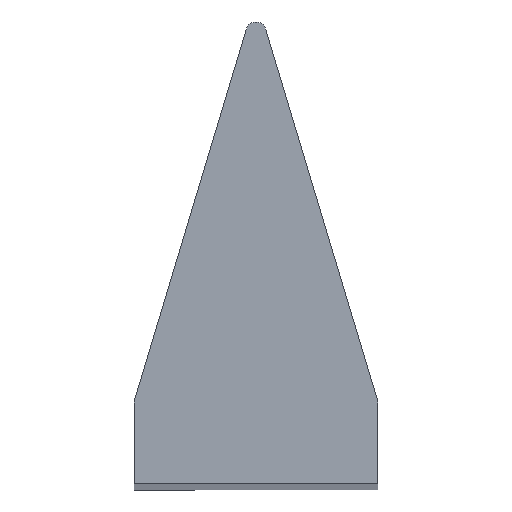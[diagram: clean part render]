
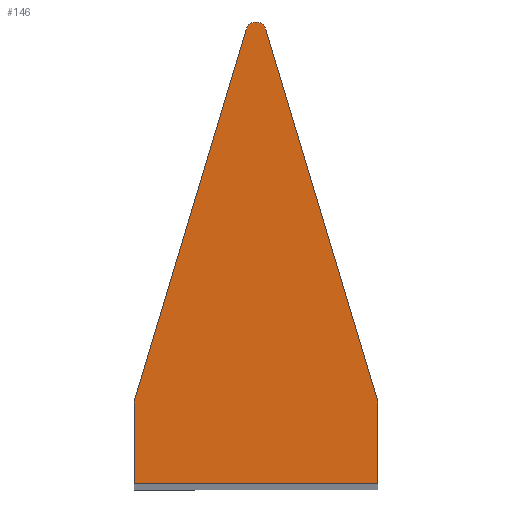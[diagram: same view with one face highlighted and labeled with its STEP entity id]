
A CAD part, top view. The second image highlights one B-rep face of the part: STEP entity #146.
In plain terms, the highlighted planar face has unit normal (0, 0, 1).
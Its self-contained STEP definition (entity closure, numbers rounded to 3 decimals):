
#23=FACE_OUTER_BOUND('',#31,.T.);
#31=EDGE_LOOP('',(#126,#127,#128,#129,#130,#131));
#33=CIRCLE('',#175,0.25);
#40=LINE('',#236,#56);
#42=LINE('',#240,#58);
#45=LINE('',#248,#61);
#47=LINE('',#252,#63);
#49=LINE('',#255,#65);
#56=VECTOR('',#194,10.);
#58=VECTOR('',#198,10.);
#61=VECTOR('',#207,10.);
#63=VECTOR('',#211,10.);
#65=VECTOR('',#215,10.);
#72=VERTEX_POINT('',#233);
#73=VERTEX_POINT('',#235);
#74=VERTEX_POINT('',#239);
#75=VERTEX_POINT('',#243);
#76=VERTEX_POINT('',#247);
#77=VERTEX_POINT('',#251);
#85=EDGE_CURVE('',#73,#72,#40,.T.);
#87=EDGE_CURVE('',#74,#73,#42,.T.);
#89=EDGE_CURVE('',#75,#74,#33,.T.);
#91=EDGE_CURVE('',#76,#75,#45,.T.);
#93=EDGE_CURVE('',#77,#76,#47,.T.);
#95=EDGE_CURVE('',#72,#77,#49,.T.);
#126=ORIENTED_EDGE('',*,*,#95,.T.);
#127=ORIENTED_EDGE('',*,*,#93,.T.);
#128=ORIENTED_EDGE('',*,*,#91,.T.);
#129=ORIENTED_EDGE('',*,*,#89,.T.);
#130=ORIENTED_EDGE('',*,*,#87,.T.);
#131=ORIENTED_EDGE('',*,*,#85,.T.);
#138=PLANE('',#179);
#146=ADVANCED_FACE('',(#23),#138,.T.);
#175=AXIS2_PLACEMENT_3D('',#244,#202,#203);
#179=AXIS2_PLACEMENT_3D('',#256,#216,#217);
#194=DIRECTION('',(0.,-1.,0.));
#198=DIRECTION('',(-0.288,-0.958,0.));
#202=DIRECTION('center_axis',(0.,0.,1.));
#203=DIRECTION('ref_axis',(0.958,0.288,0.));
#207=DIRECTION('',(-0.288,0.958,0.));
#211=DIRECTION('',(0.,1.,0.));
#215=DIRECTION('',(1.,0.,0.));
#216=DIRECTION('center_axis',(0.,0.,1.));
#217=DIRECTION('ref_axis',(1.,0.,0.));
#233=CARTESIAN_POINT('',(-3.,0.,44.45));
#235=CARTESIAN_POINT('',(-3.,2.01,44.45));
#236=CARTESIAN_POINT('',(-3.,2.01,44.45));
#239=CARTESIAN_POINT('',(-0.239,11.182,44.45));
#240=CARTESIAN_POINT('',(-0.239,11.182,44.45));
#243=CARTESIAN_POINT('',(0.239,11.182,44.45));
#244=CARTESIAN_POINT('Origin',(0.,11.11,44.45));
#247=CARTESIAN_POINT('',(3.,2.01,44.45));
#248=CARTESIAN_POINT('',(3.,2.01,44.45));
#251=CARTESIAN_POINT('',(3.,0.,44.45));
#252=CARTESIAN_POINT('',(3.,0.,44.45));
#255=CARTESIAN_POINT('',(-3.,0.,44.45));
#256=CARTESIAN_POINT('Origin',(0.,5.68,44.45));
